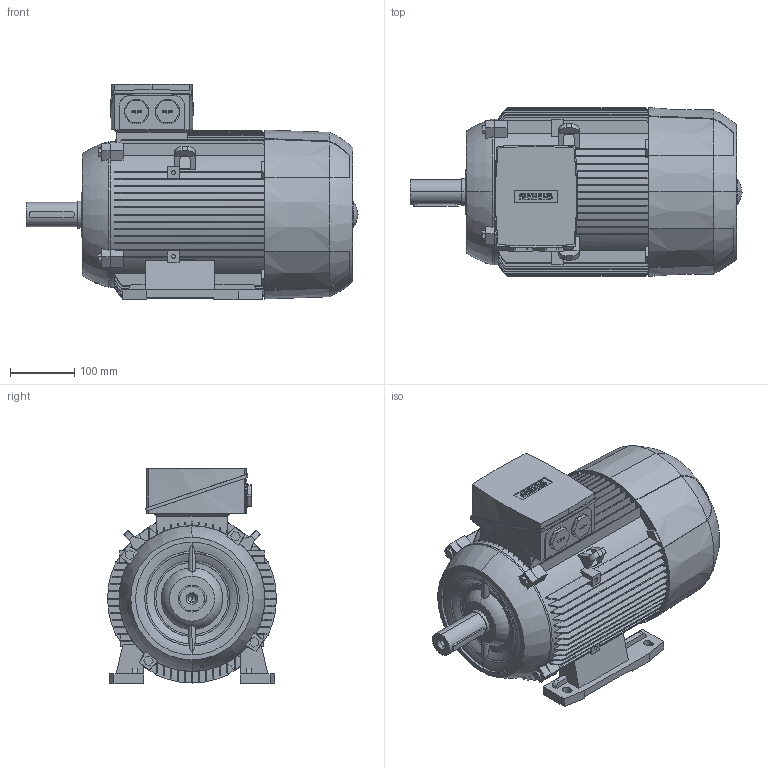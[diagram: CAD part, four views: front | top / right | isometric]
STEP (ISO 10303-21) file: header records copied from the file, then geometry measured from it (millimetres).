
FILE_DESCRIPTION(('STEP AP214'),'1');
FILE_NAME('cctmp_124CA2B2-87FA-4F15-A7A4-6A6F4AF78307_2023_06_27_10_30_50_0567..stp','2023-06-27T08:30:51',('SIEMENS A&D'),('CADClick - www.CADClick.com'),'Spatial InterOp 3D',' ','unknown authorization');
FILE_SCHEMA(('AUTOMOTIVE_DESIGN'));
Length unit declared in the file: millimetre
Products named in the file (1): 2023_06_27_10_30_50_0551
Bounding box: 515 x 262 x 334 mm (x, y, z)
Volume: 20522533.9 mm3; surface area: 924526.2 mm2
Topology: 1 solids, 1 shells, 908 faces, 2595 edges, 1717 vertices
Faces by surface type: plane 527, cylinder 227, torus 136, cone 18
Entity records: 43925 total; most frequent: CARTESIAN_POINT 13328, ORIENTED_EDGE 5182, DIRECTION 4504, EDGE_CURVE 2591, VERTEX_POINT 1717, LINE 1528, VECTOR 1528, AXIS2_PLACEMENT_3D 1488
